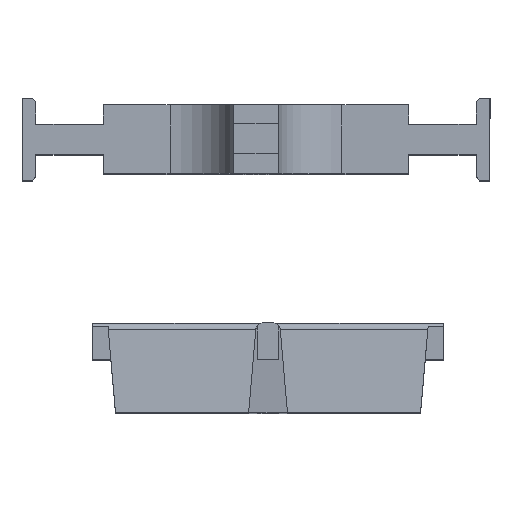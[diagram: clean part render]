
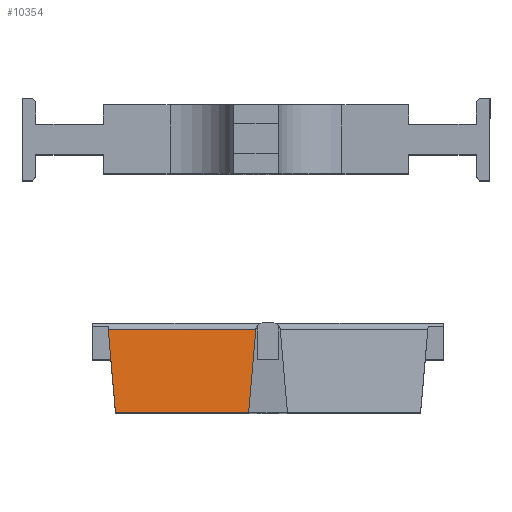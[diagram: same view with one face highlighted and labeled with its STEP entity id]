
A CAD part, top view. The second image highlights one B-rep face of the part: STEP entity #10354.
In plain terms, the highlighted planar face has unit normal (0, 0.087, 0.996).
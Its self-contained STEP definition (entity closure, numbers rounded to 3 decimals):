
#558=PLANE('',#11448);
#1216=LINE('',#16820,#2194);
#1495=LINE('',#17440,#2473);
#1542=LINE('',#17552,#2520);
#1545=LINE('',#17559,#2523);
#2194=VECTOR('',#13870,10.);
#2473=VECTOR('',#14409,10.);
#2520=VECTOR('',#14530,10.);
#2523=VECTOR('',#14541,10.);
#3249=FACE_OUTER_BOUND('',#3849,.T.);
#3849=EDGE_LOOP('',(#9621,#9622,#9623,#9624));
#5034=VERTEX_POINT('',#16817);
#5035=VERTEX_POINT('',#16819);
#5246=VERTEX_POINT('',#17438);
#5274=VERTEX_POINT('',#17551);
#6370=EDGE_CURVE('',#5034,#5035,#1216,.F.);
#6676=EDGE_CURVE('',#5246,#5034,#1495,.T.);
#6736=EDGE_CURVE('',#5035,#5274,#1542,.T.);
#6740=EDGE_CURVE('',#5274,#5246,#1545,.T.);
#9621=ORIENTED_EDGE('',*,*,#6676,.F.);
#9622=ORIENTED_EDGE('',*,*,#6740,.F.);
#9623=ORIENTED_EDGE('',*,*,#6736,.F.);
#9624=ORIENTED_EDGE('',*,*,#6370,.F.);
#10354=ADVANCED_FACE('',(#3249),#558,.F.);
#11448=AXIS2_PLACEMENT_3D('',#17560,#14542,#14543);
#13870=DIRECTION('',(0.087,-0.992,0.087));
#14409=DIRECTION('',(-1.,0.,0.));
#14530=DIRECTION('',(1.,0.,0.));
#14541=DIRECTION('',(-0.087,-0.992,0.087));
#14542=DIRECTION('center_axis',(0.,-0.087,-0.996));
#14543=DIRECTION('ref_axis',(1.,0.,0.));
#16817=CARTESIAN_POINT('',(-20.4,-12.,37.05));
#16819=CARTESIAN_POINT('',(-21.37,-0.913,36.08));
#16820=CARTESIAN_POINT('',(-21.722,3.109,35.728));
#17438=CARTESIAN_POINT('',(-2.6,-12.,37.05));
#17440=CARTESIAN_POINT('',(-0.775,-12.,37.05));
#17551=CARTESIAN_POINT('',(-1.63,-0.913,36.08));
#17552=CARTESIAN_POINT('',(-0.775,-0.913,36.08));
#17559=CARTESIAN_POINT('',(-1.625,-0.862,36.075));
#17560=CARTESIAN_POINT('Origin',(-1.55,0.,36.));
